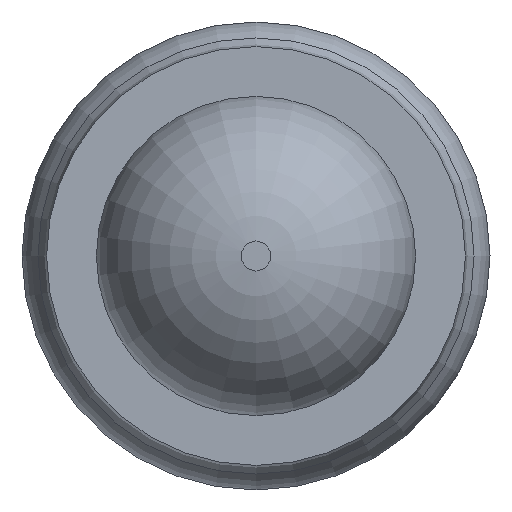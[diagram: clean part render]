
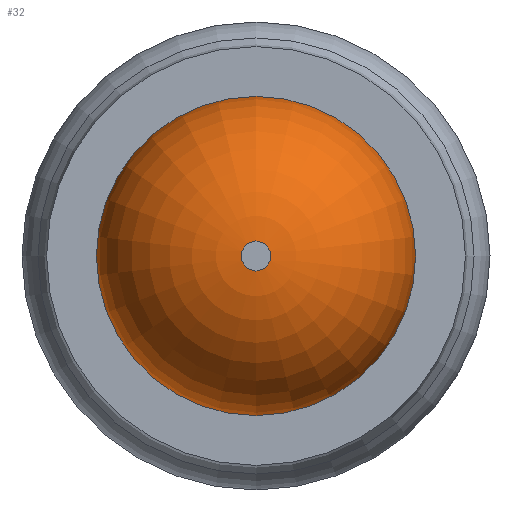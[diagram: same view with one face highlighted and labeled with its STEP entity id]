
A CAD part, left-side view. The second image highlights one B-rep face of the part: STEP entity #32.
In plain terms, the highlighted toroidal (fillet/blend) face has major radius 0.013 mm and minor radius 0.254 mm.
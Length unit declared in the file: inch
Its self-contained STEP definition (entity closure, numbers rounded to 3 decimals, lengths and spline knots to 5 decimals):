
#12 = CIRCLE ( 'NONE', #235, 0.0105 ) ;
#32 = ADVANCED_FACE ( 'NONE', ( #346, #494 ), #458, .T. ) ;
#114 = DIRECTION ( 'NONE',  ( 0., 0., -1. ) ) ;
#171 = EDGE_CURVE ( 'NONE', #246, #246, #12, .T. ) ;
#211 = VERTEX_POINT ( 'NONE', #495 ) ;
#226 = CIRCLE ( 'NONE', #317, 0.001 ) ;
#235 = AXIS2_PLACEMENT_3D ( 'NONE', #377, #295, #114 ) ;
#246 = VERTEX_POINT ( 'NONE', #486 ) ;
#261 = ORIENTED_EDGE ( 'NONE', *, *, #356, .T. ) ;
#267 = DIRECTION ( 'NONE',  ( 0., 0., -1. ) ) ;
#295 = DIRECTION ( 'NONE',  ( 1., 0., 0. ) ) ;
#311 = ORIENTED_EDGE ( 'NONE', *, *, #171, .F. ) ;
#317 = AXIS2_PLACEMENT_3D ( 'NONE', #470, #333, #329 ) ;
#329 = DIRECTION ( 'NONE',  ( 0., 0., -1. ) ) ;
#333 = DIRECTION ( 'NONE',  ( 1., 0., 0. ) ) ;
#346 = FACE_OUTER_BOUND ( 'NONE', #474, .T. ) ;
#351 = EDGE_LOOP ( 'NONE', ( #261 ) ) ;
#356 = EDGE_CURVE ( 'NONE', #211, #211, #226, .T. ) ;
#377 = CARTESIAN_POINT ( 'NONE',  ( -0.42701, 0., 0. ) ) ;
#412 = DIRECTION ( 'NONE',  ( 1., 0., 0. ) ) ;
#458 = TOROIDAL_SURFACE ( 'NONE', #508, 0.0005, 0.01 ) ;
#470 = CARTESIAN_POINT ( 'NONE',  ( -0.437, 0., 0. ) ) ;
#474 = EDGE_LOOP ( 'NONE', ( #311 ) ) ;
#486 = CARTESIAN_POINT ( 'NONE',  ( -0.42701, 0., -0.0105 ) ) ;
#494 = FACE_OUTER_BOUND ( 'NONE', #351, .T. ) ;
#495 = CARTESIAN_POINT ( 'NONE',  ( -0.437, 0., -0.001 ) ) ;
#508 = AXIS2_PLACEMENT_3D ( 'NONE', #559, #412, #267 ) ;
#559 = CARTESIAN_POINT ( 'NONE',  ( -0.42701, 0., 0. ) ) ;
